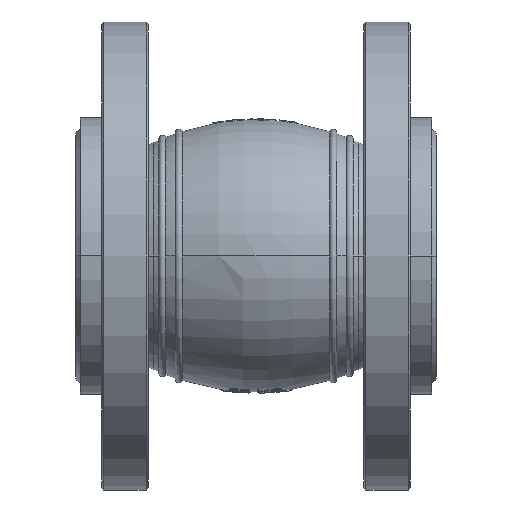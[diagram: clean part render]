
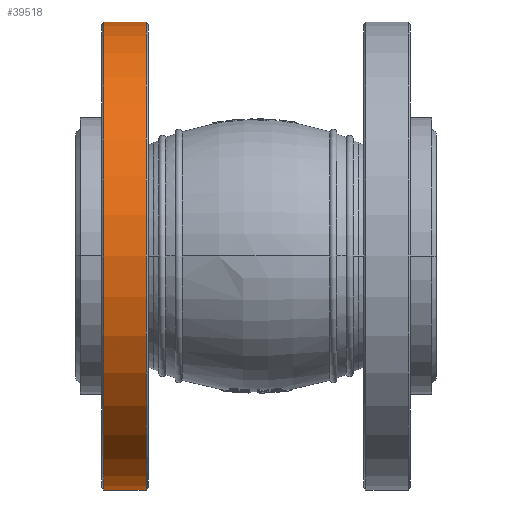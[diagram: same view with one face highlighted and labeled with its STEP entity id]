
A CAD part, front view. The second image highlights one B-rep face of the part: STEP entity #39518.
In plain terms, the highlighted cylindrical face has radius 100 mm (diameter 200 mm), a partial arc.
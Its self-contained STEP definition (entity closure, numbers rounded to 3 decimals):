
#1148 = EDGE_LOOP ( 'NONE', ( #28081, #24702, #19076, #38381 ) ) ;
#1818 = DIRECTION ( 'NONE',  ( -1., 0., 0. ) ) ;
#2072 = VECTOR ( 'NONE', #1818, 1000. ) ;
#3170 = EDGE_CURVE ( 'NONE', #36032, #21412, #15151, .T. ) ;
#4632 = EDGE_CURVE ( 'NONE', #25641, #21412, #34974, .T. ) ;
#5275 = CARTESIAN_POINT ( 'NONE',  ( -46., 0., -100. ) ) ;
#5495 = CARTESIAN_POINT ( 'NONE',  ( -47., 0., 100. ) ) ;
#6124 = AXIS2_PLACEMENT_3D ( 'NONE', #39744, #10056, #23292 ) ;
#6640 = CARTESIAN_POINT ( 'NONE',  ( -65., 0., 0. ) ) ;
#7506 = DIRECTION ( 'NONE',  ( -1., 0., 0. ) ) ;
#9302 = CARTESIAN_POINT ( 'NONE',  ( -46., 0., 0. ) ) ;
#9477 = DIRECTION ( 'NONE',  ( 1., 0., 0. ) ) ;
#10056 = DIRECTION ( 'NONE',  ( -1., 0., 0. ) ) ;
#10236 = VERTEX_POINT ( 'NONE', #5495 ) ;
#12541 = CYLINDRICAL_SURFACE ( 'NONE', #31017, 100. ) ;
#15151 = CIRCLE ( 'NONE', #39372, 100. ) ;
#15757 = EDGE_CURVE ( 'NONE', #25641, #10236, #33101, .T. ) ;
#19076 = ORIENTED_EDGE ( 'NONE', *, *, #21587, .T. ) ;
#19850 = DIRECTION ( 'NONE',  ( 0., 0., 1. ) ) ;
#21412 = VERTEX_POINT ( 'NONE', #24260 ) ;
#21587 = EDGE_CURVE ( 'NONE', #10236, #36032, #37168, .T. ) ;
#22522 = DIRECTION ( 'NONE',  ( -1., 0., 0. ) ) ;
#23292 = DIRECTION ( 'NONE',  ( 0., 0., -1. ) ) ;
#24260 = CARTESIAN_POINT ( 'NONE',  ( -65., 0., -100. ) ) ;
#24702 = ORIENTED_EDGE ( 'NONE', *, *, #15757, .T. ) ;
#25641 = VERTEX_POINT ( 'NONE', #30054 ) ;
#26600 = CARTESIAN_POINT ( 'NONE',  ( -65., 0., 100. ) ) ;
#28081 = ORIENTED_EDGE ( 'NONE', *, *, #4632, .F. ) ;
#30054 = CARTESIAN_POINT ( 'NONE',  ( -47., 0., -100. ) ) ;
#31017 = AXIS2_PLACEMENT_3D ( 'NONE', #9302, #22522, #35717 ) ;
#32266 = FACE_OUTER_BOUND ( 'NONE', #1148, .T. ) ;
#33101 = CIRCLE ( 'NONE', #6124, 100. ) ;
#34161 = CARTESIAN_POINT ( 'NONE',  ( -46., 0., 100. ) ) ;
#34974 = LINE ( 'NONE', #5275, #2072 ) ;
#35717 = DIRECTION ( 'NONE',  ( 0., 0., 1. ) ) ;
#36021 = VECTOR ( 'NONE', #7506, 1000. ) ;
#36032 = VERTEX_POINT ( 'NONE', #26600 ) ;
#37168 = LINE ( 'NONE', #34161, #36021 ) ;
#38381 = ORIENTED_EDGE ( 'NONE', *, *, #3170, .T. ) ;
#39372 = AXIS2_PLACEMENT_3D ( 'NONE', #6640, #9477, #19850 ) ;
#39518 = ADVANCED_FACE ( 'NONE', ( #32266 ), #12541, .T. ) ;
#39744 = CARTESIAN_POINT ( 'NONE',  ( -47., 0., 0. ) ) ;
